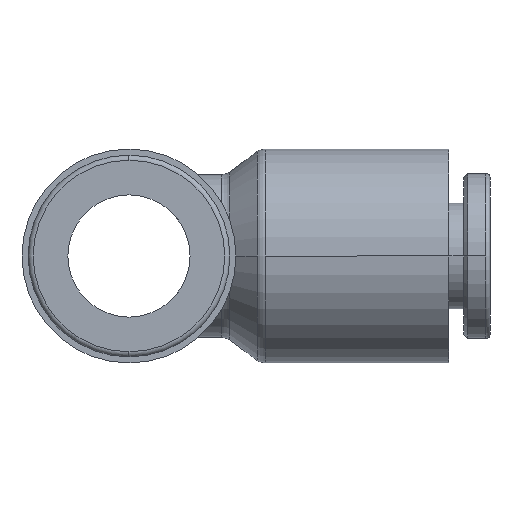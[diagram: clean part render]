
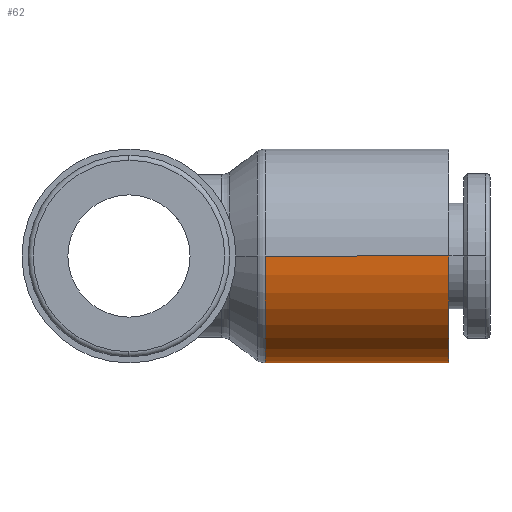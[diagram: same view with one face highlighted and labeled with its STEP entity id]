
A CAD part, left-side view. The second image highlights one B-rep face of the part: STEP entity #62.
In plain terms, the highlighted cylindrical face has radius 5.25 mm (diameter 10.5 mm), a partial arc.
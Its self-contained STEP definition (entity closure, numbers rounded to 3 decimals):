
#62=ADVANCED_FACE('',(#170),#171,.T.);
#170=FACE_OUTER_BOUND('',#365,.T.);
#171=CYLINDRICAL_SURFACE('',#366,5.25);
#365=EDGE_LOOP('',(#658,#659,#660,#661,#662));
#366=AXIS2_PLACEMENT_3D('',#663,#664,#665);
#658=ORIENTED_EDGE('',*,*,#1349,.F.);
#659=ORIENTED_EDGE('',*,*,#1350,.T.);
#660=ORIENTED_EDGE('',*,*,#1351,.T.);
#661=ORIENTED_EDGE('',*,*,#1352,.F.);
#662=ORIENTED_EDGE('',*,*,#1353,.F.);
#663=CARTESIAN_POINT('',(0.,-11.2,0.));
#664=DIRECTION('',(0.,-1.0,0.));
#665=DIRECTION('',(-1.0,0.,0.));
#1349=EDGE_CURVE('',#1649,#1650,#1651,.T.);
#1350=EDGE_CURVE('',#1649,#1652,#1653,.T.);
#1351=EDGE_CURVE('',#1652,#1654,#1655,.T.);
#1352=EDGE_CURVE('',#1656,#1654,#1657,.T.);
#1353=EDGE_CURVE('',#1650,#1656,#1658,.T.);
#1649=VERTEX_POINT('',#2065);
#1650=VERTEX_POINT('',#2066);
#1651=LINE('',#2067,#2068);
#1652=VERTEX_POINT('',#2069);
#1653=CIRCLE('',#2070,5.25);
#1654=VERTEX_POINT('',#2071);
#1655=CIRCLE('',#2072,5.25);
#1656=VERTEX_POINT('',#2073);
#1657=LINE('',#2074,#2075);
#1658=CIRCLE('',#2076,5.25);
#2065=CARTESIAN_POINT('',(-5.25,-6.7,0.));
#2066=CARTESIAN_POINT('',(-5.25,-15.7,0.));
#2067=CARTESIAN_POINT('',(-5.25,-11.2,0.));
#2068=VECTOR('',#2765,1.0);
#2069=CARTESIAN_POINT('',(0.,-6.7,-5.25));
#2070=AXIS2_PLACEMENT_3D('',#2766,#2767,#2768);
#2071=CARTESIAN_POINT('',(5.25,-6.7,0.));
#2072=AXIS2_PLACEMENT_3D('',#2769,#2770,#2771);
#2073=CARTESIAN_POINT('',(5.25,-15.7,0.));
#2074=CARTESIAN_POINT('',(5.25,-11.2,0.));
#2075=VECTOR('',#2772,1.0);
#2076=AXIS2_PLACEMENT_3D('',#2773,#2774,#2775);
#2765=DIRECTION('',(0.,-1.0,0.));
#2766=CARTESIAN_POINT('',(0.,-6.7,0.));
#2767=DIRECTION('',(0.,-1.0,0.));
#2768=DIRECTION('',(-1.0,0.,0.));
#2769=CARTESIAN_POINT('',(0.,-6.7,0.));
#2770=DIRECTION('',(0.,-1.0,0.));
#2771=DIRECTION('',(-1.0,0.,0.));
#2772=DIRECTION('',(0.,1.0,0.));
#2773=CARTESIAN_POINT('',(0.,-15.7,0.));
#2774=DIRECTION('',(0.,-1.0,0.));
#2775=DIRECTION('',(-1.0,0.,0.));
